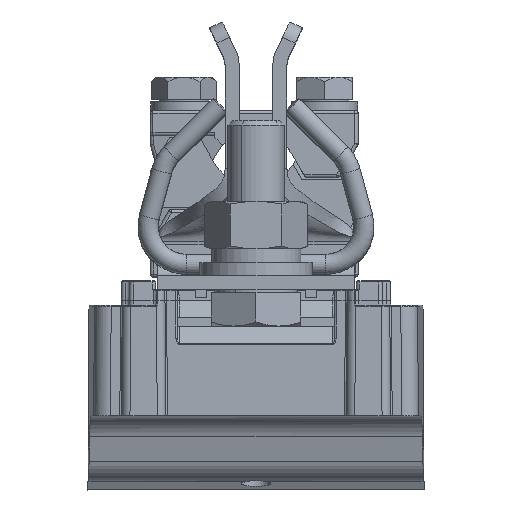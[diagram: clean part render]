
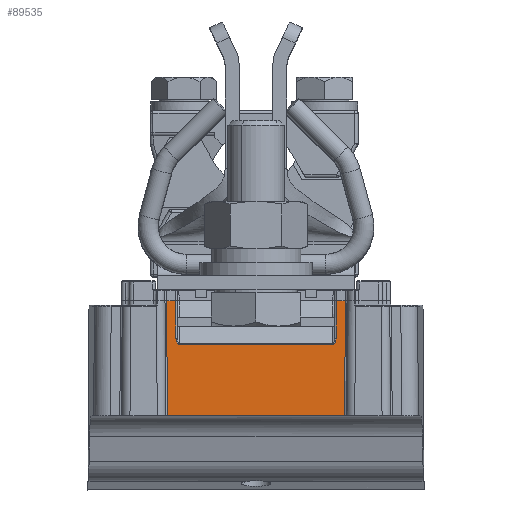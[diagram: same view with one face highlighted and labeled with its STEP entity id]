
A CAD part, top view. The second image highlights one B-rep face of the part: STEP entity #89535.
In plain terms, the highlighted face is planar.
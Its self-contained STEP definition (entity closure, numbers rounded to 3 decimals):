
#47464=CARTESIAN_POINT('',(15.895,-75.605,
33.5));
#47472=CARTESIAN_POINT('',(15.776,-75.724,
13.));
#50013=DIRECTION('',(-1.,0.,0.));
#50014=VECTOR('',#50013,1.6);
#50015=CARTESIAN_POINT('',(15.895,-75.605,
33.5));
#50016=LINE('',#50015,#50014);
#50021=DIRECTION('',(1.,0.,0.));
#50022=VECTOR('',#50021,1.6);
#50023=CARTESIAN_POINT('',(-15.895,-75.605,
33.5));
#50024=LINE('',#50023,#50022);
#50025=DIRECTION('',(0.006,-0.006,-1.));
#50026=VECTOR('',#50025,6.707);
#50027=CARTESIAN_POINT('',(-14.295,-75.605,
33.5));
#50028=LINE('',#50027,#50026);
#50029=CARTESIAN_POINT('',(-14.256,-75.644,
26.793));
#50030=CARTESIAN_POINT('',(-14.244,-75.645,
26.608));
#50031=CARTESIAN_POINT('',(-14.215,-75.647,
26.301));
#50032=CARTESIAN_POINT('',(-14.126,-75.648,
26.097));
#50033=CARTESIAN_POINT('',(-14.068,-75.649,
25.966));
#50034=CARTESIAN_POINT('',(-14.027,-75.649,
25.899));
#50035=CARTESIAN_POINT('',(-13.993,-75.65,
25.85));
#50036=CARTESIAN_POINT('',(-13.896,-75.65,
25.752));
#50037=CARTESIAN_POINT('',(-13.772,-75.651,
25.665));
#50038=CARTESIAN_POINT('',(-13.692,-75.651,
25.652));
#50039=CARTESIAN_POINT('',(-13.651,-75.651,
25.654));
#50041=DIRECTION('',(0.006,0.006,1.));
#50042=VECTOR('',#50041,6.707);
#50043=CARTESIAN_POINT('',(14.256,-75.644,
26.793));
#50044=LINE('',#50043,#50042);
#50045=DIRECTION('',(-0.006,-0.006,-1.));
#50046=VECTOR('',#50045,20.501);
#50047=CARTESIAN_POINT('',(15.895,-75.605,
33.5));
#50048=LINE('',#50047,#50046);
#50049=DIRECTION('',(-1.,0.,0.));
#50050=VECTOR('',#50049,31.551);
#50051=CARTESIAN_POINT('',(15.776,-75.724,
13.));
#50052=LINE('',#50051,#50050);
#50053=DIRECTION('',(-0.006,0.006,1.));
#50054=VECTOR('',#50053,20.501);
#50055=CARTESIAN_POINT('',(-15.776,-75.724,
13.));
#50056=LINE('',#50055,#50054);
#50141=CARTESIAN_POINT('',(14.256,-75.644,
26.793));
#50142=CARTESIAN_POINT('',(14.243,-75.645,
26.601));
#50143=CARTESIAN_POINT('',(14.212,-75.647,
26.285));
#50144=CARTESIAN_POINT('',(14.125,-75.648,
26.092));
#50145=CARTESIAN_POINT('',(14.065,-75.649,
25.964));
#50146=CARTESIAN_POINT('',(14.024,-75.649,
25.895));
#50147=CARTESIAN_POINT('',(13.991,-75.65,
25.845));
#50148=CARTESIAN_POINT('',(13.897,-75.65,
25.751));
#50149=CARTESIAN_POINT('',(13.771,-75.651,
25.666));
#50150=CARTESIAN_POINT('',(13.692,-75.651,
25.653));
#50151=CARTESIAN_POINT('',(13.651,-75.651,
25.654));
#50157=DIRECTION('',(-1.,0.,0.));
#50158=VECTOR('',#50157,27.302);
#50159=CARTESIAN_POINT('',(13.651,-75.651,
25.654));
#50160=LINE('',#50159,#50158);
#50185=CARTESIAN_POINT('',(-15.776,-75.724,
13.));
#56102=VERTEX_POINT('',#47464);
#56105=VERTEX_POINT('',#47472);
#56124=VERTEX_POINT('',#50185);
#56432=CARTESIAN_POINT('',(-15.895,-75.605,
33.5));
#56433=VERTEX_POINT('',#56432);
#56434=CARTESIAN_POINT('',(-14.295,-75.605,
33.5));
#56435=VERTEX_POINT('',#56434);
#56465=CARTESIAN_POINT('',(14.295,-75.605,
33.5));
#56466=VERTEX_POINT('',#56465);
#56467=CARTESIAN_POINT('',(-14.256,-75.644,
26.793));
#56468=VERTEX_POINT('',#56467);
#56469=VERTEX_POINT('',#50039);
#56470=CARTESIAN_POINT('',(13.651,-75.651,
25.654));
#56471=VERTEX_POINT('',#56470);
#56472=VERTEX_POINT('',#50141);
#89512=CARTESIAN_POINT('',(0.,-75.8,0.));
#89513=DIRECTION('',(0.,-1.,0.006));
#89514=DIRECTION('',(-1.,0.,0.));
#89515=AXIS2_PLACEMENT_3D('',#89512,#89513,#89514);
#89516=PLANE('',#89515);
#89517=ORIENTED_EDGE('',*,*,#89090,.T.);
#89519=ORIENTED_EDGE('',*,*,#89518,.T.);
#89521=ORIENTED_EDGE('',*,*,#89520,.T.);
#89523=ORIENTED_EDGE('',*,*,#89522,.F.);
#89525=ORIENTED_EDGE('',*,*,#89524,.F.);
#89527=ORIENTED_EDGE('',*,*,#89526,.T.);
#89528=ORIENTED_EDGE('',*,*,#89499,.F.);
#89529=ORIENTED_EDGE('',*,*,#80870,.T.);
#89530=ORIENTED_EDGE('',*,*,#80930,.T.);
#89532=ORIENTED_EDGE('',*,*,#89531,.T.);
#89533=EDGE_LOOP('',(#89517,#89519,#89521,#89523,#89525,#89527,#89528,#89529,
#89530,#89532));
#89534=FACE_OUTER_BOUND('',#89533,.F.);
#50040=B_SPLINE_CURVE_WITH_KNOTS('',3,(#50029,#50030,#50031,#50032,#50033,
#50034,#50035,#50036,#50037,#50038,#50039),.UNSPECIFIED.,.F.,.F.,(4,1,1,1,1,1,1,
1,4),(0.,0.125,0.25,0.375,0.5,0.625,0.75,0.875,1.),
.UNSPECIFIED.);
#50152=B_SPLINE_CURVE_WITH_KNOTS('',3,(#50141,#50142,#50143,#50144,#50145,
#50146,#50147,#50148,#50149,#50150,#50151),.UNSPECIFIED.,.F.,.F.,(4,1,1,1,1,1,1,
1,4),(0.,0.125,0.25,0.375,0.5,0.625,0.75,0.875,1.),
.UNSPECIFIED.);
#80870=EDGE_CURVE('',#56102,#56105,#50048,.T.);
#80930=EDGE_CURVE('',#56105,#56124,#50052,.T.);
#89090=EDGE_CURVE('',#56433,#56435,#50024,.T.);
#89499=EDGE_CURVE('',#56102,#56466,#50016,.T.);
#89518=EDGE_CURVE('',#56435,#56468,#50028,.T.);
#89520=EDGE_CURVE('',#56468,#56469,#50040,.T.);
#89522=EDGE_CURVE('',#56471,#56469,#50160,.T.);
#89524=EDGE_CURVE('',#56472,#56471,#50152,.T.);
#89526=EDGE_CURVE('',#56472,#56466,#50044,.T.);
#89531=EDGE_CURVE('',#56124,#56433,#50056,.T.);
#89535=ADVANCED_FACE('',(#89534),#89516,.T.);
